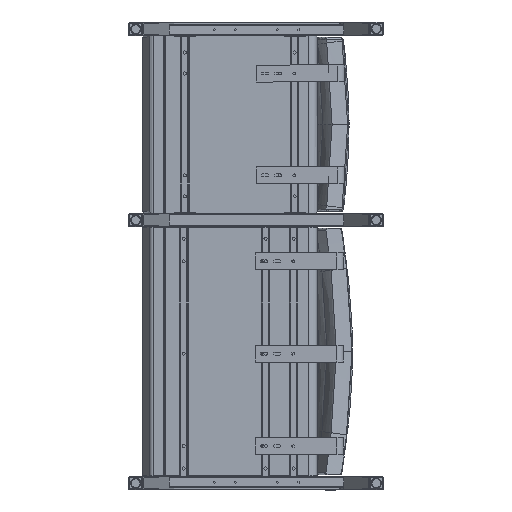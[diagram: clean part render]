
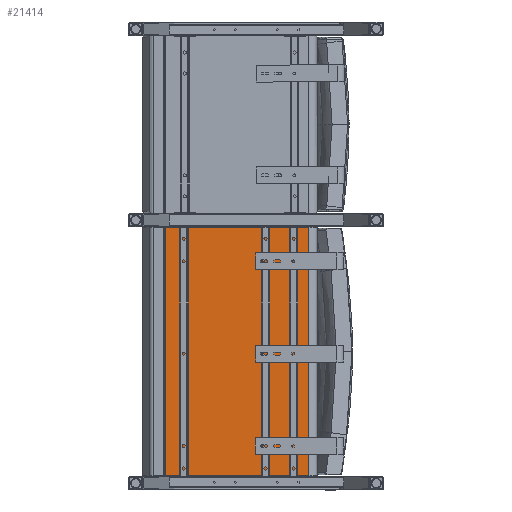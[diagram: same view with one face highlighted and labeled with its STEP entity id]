
A CAD part, front view. The second image highlights one B-rep face of the part: STEP entity #21414.
In plain terms, the highlighted planar face has unit normal (0, -1, 0).
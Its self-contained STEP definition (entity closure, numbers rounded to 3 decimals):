
#1714=LINE('',#34025,#3091);
#1731=LINE('',#34111,#3108);
#1736=LINE('',#34186,#3113);
#1737=LINE('',#34188,#3114);
#3091=VECTOR('',#25625,0.394);
#3108=VECTOR('',#25708,0.394);
#3113=VECTOR('',#25753,0.394);
#3114=VECTOR('',#25756,0.394);
#4453=PLANE('',#23182);
#5982=FACE_OUTER_BOUND('',#7401,.T.);
#7401=EDGE_LOOP('',(#15482,#15483,#15484,#15485));
#10013=VERTEX_POINT('',#34015);
#10015=VERTEX_POINT('',#34021);
#10035=VERTEX_POINT('',#34101);
#10037=VERTEX_POINT('',#34107);
#12033=EDGE_CURVE('',#10013,#10015,#1714,.T.);
#12069=EDGE_CURVE('',#10035,#10037,#1731,.T.);
#12088=EDGE_CURVE('',#10013,#10037,#1736,.T.);
#12089=EDGE_CURVE('',#10015,#10035,#1737,.T.);
#15482=ORIENTED_EDGE('',*,*,#12033,.F.);
#15483=ORIENTED_EDGE('',*,*,#12088,.T.);
#15484=ORIENTED_EDGE('',*,*,#12069,.F.);
#15485=ORIENTED_EDGE('',*,*,#12089,.F.);
#21414=ADVANCED_FACE('',(#5982),#4453,.T.);
#23182=AXIS2_PLACEMENT_3D('',#34187,#25754,#25755);
#25625=DIRECTION('',(-1.,0.,0.));
#25708=DIRECTION('',(1.,0.,0.));
#25753=DIRECTION('',(0.,0.,1.));
#25754=DIRECTION('center_axis',(0.,-1.,0.));
#25755=DIRECTION('ref_axis',(1.,0.,0.));
#25756=DIRECTION('',(0.,0.,1.));
#34015=CARTESIAN_POINT('',(4.791,0.797,0.125));
#34021=CARTESIAN_POINT('',(-12.083,0.797,0.125));
#34025=CARTESIAN_POINT('',(-8.524,0.797,0.125));
#34101=CARTESIAN_POINT('',(-12.083,0.797,29.375));
#34107=CARTESIAN_POINT('',(4.791,0.797,29.375));
#34111=CARTESIAN_POINT('',(-8.524,0.797,29.375));
#34186=CARTESIAN_POINT('',(4.791,0.797,0.));
#34187=CARTESIAN_POINT('Origin',(-12.083,0.797,0.));
#34188=CARTESIAN_POINT('',(-12.083,0.797,0.));
